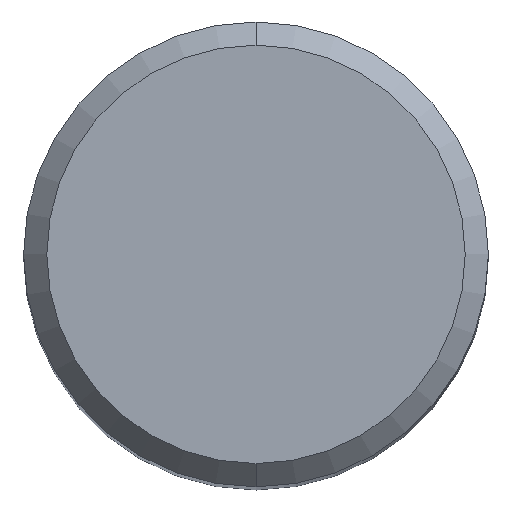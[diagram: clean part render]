
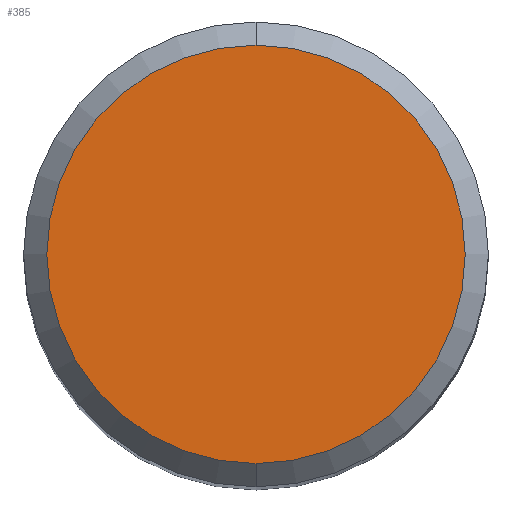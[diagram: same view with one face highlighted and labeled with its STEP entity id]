
A CAD part, top view. The second image highlights one B-rep face of the part: STEP entity #385.
In plain terms, the highlighted planar face has unit normal (0, 0, 1).
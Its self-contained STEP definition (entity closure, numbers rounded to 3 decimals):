
#203=EDGE_CURVE('',#221,#335,#507,.T.);
#221=VERTEX_POINT('',#525);
#335=VERTEX_POINT('',#652);
#353=EDGE_CURVE('',#335,#221,#672,.T.);
#385=ADVANCED_FACE('',(#705),#706,.T.);
#507=CIRCLE('',#840,4.5);
#525=CARTESIAN_POINT('',(0.0,4.5,0.0));
#652=CARTESIAN_POINT('',(0.,-4.5,0.0));
#672=CIRCLE('',#1208,4.5);
#705=FACE_OUTER_BOUND('',#1265,.T.);
#706=PLANE('',#1266);
#840=AXIS2_PLACEMENT_3D('',#1491,#1492,#1493);
#1208=AXIS2_PLACEMENT_3D('',#1673,#1674,#1675);
#1265=EDGE_LOOP('',(#1697,#1698));
#1266=AXIS2_PLACEMENT_3D('',#1699,#1700,#1701);
#1491=CARTESIAN_POINT('',(0.0,0.0,0.0));
#1492=DIRECTION('',(0.0,0.0,-1.0));
#1493=DIRECTION('',(0.0,1.0,0.0));
#1673=CARTESIAN_POINT('',(0.0,0.0,0.0));
#1674=DIRECTION('',(0.0,0.0,-1.0));
#1675=DIRECTION('',(0.0,1.0,0.0));
#1697=ORIENTED_EDGE('',*,*,#203,.F.);
#1698=ORIENTED_EDGE('',*,*,#353,.F.);
#1699=CARTESIAN_POINT('',(0.0,2.25,0.0));
#1700=DIRECTION('',(-0.0,0.0,1.0));
#1701=DIRECTION('',(0.0,-1.0,0.0));
